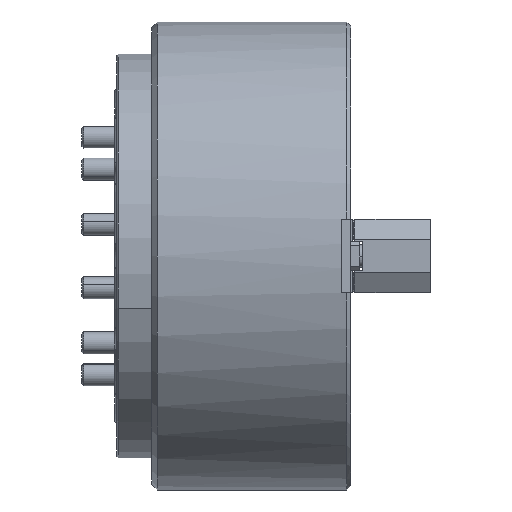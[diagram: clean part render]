
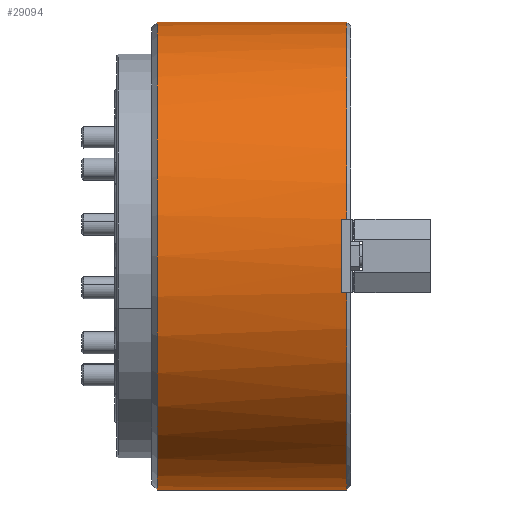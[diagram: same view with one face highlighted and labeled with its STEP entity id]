
A CAD part, front view. The second image highlights one B-rep face of the part: STEP entity #29094.
In plain terms, the highlighted cylindrical face has radius 127 mm (diameter 254 mm), a partial arc.
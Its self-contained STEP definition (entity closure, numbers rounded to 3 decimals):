
#1257 = VERTEX_POINT ( 'NONE', #35484 ) ;
#1315 = EDGE_CURVE ( 'NONE', #40604, #47733, #14838, .T. ) ;
#2043 = CARTESIAN_POINT ( 'NONE',  ( 106., 0., 0. ) ) ;
#2139 = CIRCLE ( 'NONE', #29322, 127. ) ;
#2932 = CARTESIAN_POINT ( 'NONE',  ( 106., 0., 127. ) ) ;
#2937 = CIRCLE ( 'NONE', #38386, 127. ) ;
#4013 = DIRECTION ( 'NONE',  ( -1., 0., 0. ) ) ;
#4328 = VECTOR ( 'NONE', #39844, 1000. ) ;
#6033 = DIRECTION ( 'NONE',  ( 0., 0., 1. ) ) ;
#7806 = DIRECTION ( 'NONE',  ( 0., 0., 1. ) ) ;
#8232 = CARTESIAN_POINT ( 'NONE',  ( 103., -125.415, 20. ) ) ;
#10475 = CARTESIAN_POINT ( 'NONE',  ( 3., 0., 0. ) ) ;
#11177 = CARTESIAN_POINT ( 'NONE',  ( 106., 0., -127. ) ) ;
#11474 = AXIS2_PLACEMENT_3D ( 'NONE', #35480, #39493, #7806 ) ;
#13380 = VERTEX_POINT ( 'NONE', #34352 ) ;
#13613 = CARTESIAN_POINT ( 'NONE',  ( 106., -125.415, 20. ) ) ;
#14229 = DIRECTION ( 'NONE',  ( -1., 0., 0. ) ) ;
#14373 = CARTESIAN_POINT ( 'NONE',  ( 106., 0., 0. ) ) ;
#14431 = DIRECTION ( 'NONE',  ( 0., 0., -1. ) ) ;
#14838 = LINE ( 'NONE', #20042, #4328 ) ;
#16138 = AXIS2_PLACEMENT_3D ( 'NONE', #14373, #42115, #18365 ) ;
#16634 = CARTESIAN_POINT ( 'NONE',  ( 0., 0., -127. ) ) ;
#16946 = ORIENTED_EDGE ( 'NONE', *, *, #18034, .T. ) ;
#17474 = CARTESIAN_POINT ( 'NONE',  ( 103., -125.415, -20. ) ) ;
#18034 = EDGE_CURVE ( 'NONE', #1257, #45258, #38950, .T. ) ;
#18365 = DIRECTION ( 'NONE',  ( 0., 0., 1. ) ) ;
#18896 = CIRCLE ( 'NONE', #36721, 127. ) ;
#19823 = VECTOR ( 'NONE', #29140, 1000. ) ;
#20042 = CARTESIAN_POINT ( 'NONE',  ( 0., -125.415, 20. ) ) ;
#20365 = EDGE_CURVE ( 'NONE', #45258, #40604, #2139, .T. ) ;
#20958 = LINE ( 'NONE', #16634, #38338 ) ;
#21000 = EDGE_LOOP ( 'NONE', ( #50337, #26092, #16946, #29685, #37340, #49090, #31519, #30219 ) ) ;
#22042 = CARTESIAN_POINT ( 'NONE',  ( 0., -125.415, -20. ) ) ;
#22334 = EDGE_CURVE ( 'NONE', #47733, #29569, #2937, .T. ) ;
#25880 = EDGE_CURVE ( 'NONE', #29569, #13380, #43391, .T. ) ;
#26092 = ORIENTED_EDGE ( 'NONE', *, *, #43165, .T. ) ;
#26380 = CARTESIAN_POINT ( 'NONE',  ( 3., 0., -127. ) ) ;
#27677 = CARTESIAN_POINT ( 'NONE',  ( 103., 0., 0. ) ) ;
#28368 = VECTOR ( 'NONE', #14229, 1000. ) ;
#29094 = ADVANCED_FACE ( 'NONE', ( #43197 ), #41971, .T. ) ;
#29140 = DIRECTION ( 'NONE',  ( -1., 0., 0. ) ) ;
#29322 = AXIS2_PLACEMENT_3D ( 'NONE', #27677, #4013, #31651 ) ;
#29569 = VERTEX_POINT ( 'NONE', #2932 ) ;
#29685 = ORIENTED_EDGE ( 'NONE', *, *, #20365, .T. ) ;
#29701 = DIRECTION ( 'NONE',  ( -1., 0., 0. ) ) ;
#30219 = ORIENTED_EDGE ( 'NONE', *, *, #30241, .T. ) ;
#30241 = EDGE_CURVE ( 'NONE', #13380, #46712, #18896, .T. ) ;
#31272 = CIRCLE ( 'NONE', #16138, 127. ) ;
#31519 = ORIENTED_EDGE ( 'NONE', *, *, #25880, .T. ) ;
#31651 = DIRECTION ( 'NONE',  ( 0., 0., 1. ) ) ;
#34352 = CARTESIAN_POINT ( 'NONE',  ( 3., 0., 127. ) ) ;
#35480 = CARTESIAN_POINT ( 'NONE',  ( 0., 0., 0. ) ) ;
#35484 = CARTESIAN_POINT ( 'NONE',  ( 106., -125.415, -20. ) ) ;
#36721 = AXIS2_PLACEMENT_3D ( 'NONE', #10475, #38164, #14431 ) ;
#37340 = ORIENTED_EDGE ( 'NONE', *, *, #1315, .T. ) ;
#38164 = DIRECTION ( 'NONE',  ( 1., 0., 0. ) ) ;
#38338 = VECTOR ( 'NONE', #44335, 1000. ) ;
#38386 = AXIS2_PLACEMENT_3D ( 'NONE', #2043, #29701, #6033 ) ;
#38950 = LINE ( 'NONE', #22042, #28368 ) ;
#39493 = DIRECTION ( 'NONE',  ( -1., 0., 0. ) ) ;
#39844 = DIRECTION ( 'NONE',  ( 1., 0., 0. ) ) ;
#40181 = VERTEX_POINT ( 'NONE', #11177 ) ;
#40604 = VERTEX_POINT ( 'NONE', #8232 ) ;
#41971 = CYLINDRICAL_SURFACE ( 'NONE', #11474, 127. ) ;
#42115 = DIRECTION ( 'NONE',  ( -1., 0., 0. ) ) ;
#43165 = EDGE_CURVE ( 'NONE', #40181, #1257, #31272, .T. ) ;
#43197 = FACE_OUTER_BOUND ( 'NONE', #21000, .T. ) ;
#43391 = LINE ( 'NONE', #48935, #19823 ) ;
#44335 = DIRECTION ( 'NONE',  ( -1., 0., 0. ) ) ;
#45258 = VERTEX_POINT ( 'NONE', #17474 ) ;
#46712 = VERTEX_POINT ( 'NONE', #26380 ) ;
#47733 = VERTEX_POINT ( 'NONE', #13613 ) ;
#48935 = CARTESIAN_POINT ( 'NONE',  ( 0., 0., 127. ) ) ;
#49090 = ORIENTED_EDGE ( 'NONE', *, *, #22334, .T. ) ;
#50337 = ORIENTED_EDGE ( 'NONE', *, *, #50795, .F. ) ;
#50795 = EDGE_CURVE ( 'NONE', #40181, #46712, #20958, .T. ) ;
